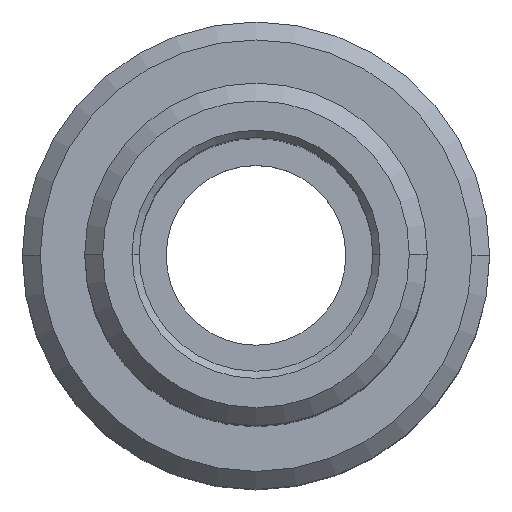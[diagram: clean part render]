
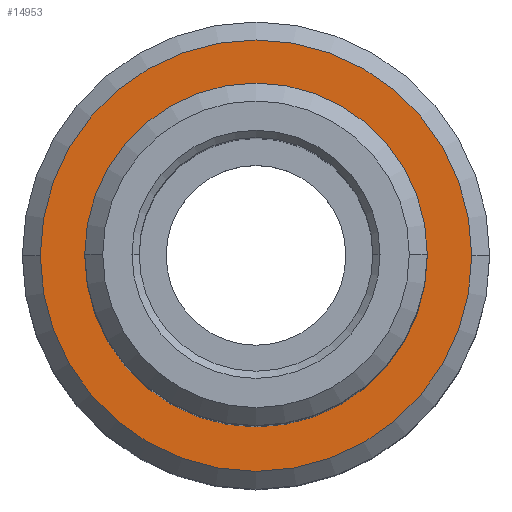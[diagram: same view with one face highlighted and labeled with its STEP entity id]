
A CAD part, top view. The second image highlights one B-rep face of the part: STEP entity #14953.
In plain terms, the highlighted planar face has unit normal (0, 0, 1).
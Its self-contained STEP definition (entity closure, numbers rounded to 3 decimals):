
#44 = DIRECTION ( 'NONE',  ( -1., 0., 0. ) ) ;
#331 = CARTESIAN_POINT ( 'NONE',  ( 0., 0., -21. ) ) ;
#711 = CARTESIAN_POINT ( 'NONE',  ( 4.765, 0., -21. ) ) ;
#717 = EDGE_LOOP ( 'NONE', ( #12516, #7645 ) ) ;
#1560 = DIRECTION ( 'NONE',  ( -1., 0., 0. ) ) ;
#1919 = VERTEX_POINT ( 'NONE', #10829 ) ;
#2840 = CARTESIAN_POINT ( 'NONE',  ( 0., 0., -21. ) ) ;
#3640 = FACE_BOUND ( 'NONE', #717, .T. ) ;
#4062 = DIRECTION ( 'NONE',  ( -1., 0., 0. ) ) ;
#4553 = CARTESIAN_POINT ( 'NONE',  ( 0., 0., -21. ) ) ;
#4725 = AXIS2_PLACEMENT_3D ( 'NONE', #2840, #11435, #4062 ) ;
#5478 = ORIENTED_EDGE ( 'NONE', *, *, #13140, .T. ) ;
#5781 = DIRECTION ( 'NONE',  ( -1., 0., 0. ) ) ;
#5812 = ORIENTED_EDGE ( 'NONE', *, *, #13402, .T. ) ;
#6326 = EDGE_CURVE ( 'NONE', #6532, #7913, #14144, .T. ) ;
#6451 = CIRCLE ( 'NONE', #14411, 6. ) ;
#6532 = VERTEX_POINT ( 'NONE', #8230 ) ;
#6897 = FACE_OUTER_BOUND ( 'NONE', #10156, .T. ) ;
#6989 = DIRECTION ( 'NONE',  ( 0., 0., -1. ) ) ;
#7123 = CARTESIAN_POINT ( 'NONE',  ( -6., 0., -21. ) ) ;
#7409 = DIRECTION ( 'NONE',  ( 0., 0., 1. ) ) ;
#7645 = ORIENTED_EDGE ( 'NONE', *, *, #6326, .F. ) ;
#7913 = VERTEX_POINT ( 'NONE', #711 ) ;
#8147 = AXIS2_PLACEMENT_3D ( 'NONE', #14358, #6989, #15641 ) ;
#8230 = CARTESIAN_POINT ( 'NONE',  ( -4.765, 0., -21. ) ) ;
#8952 = DIRECTION ( 'NONE',  ( 0., 0., 1. ) ) ;
#9151 = EDGE_CURVE ( 'NONE', #7913, #6532, #10710, .T. ) ;
#10156 = EDGE_LOOP ( 'NONE', ( #5478, #5812 ) ) ;
#10398 = AXIS2_PLACEMENT_3D ( 'NONE', #14792, #7409, #44 ) ;
#10710 = CIRCLE ( 'NONE', #10398, 4.765 ) ;
#10829 = CARTESIAN_POINT ( 'NONE',  ( 6., 0., -21. ) ) ;
#11435 = DIRECTION ( 'NONE',  ( 0., 0., 1. ) ) ;
#12516 = ORIENTED_EDGE ( 'NONE', *, *, #9151, .F. ) ;
#13140 = EDGE_CURVE ( 'NONE', #13664, #1919, #6451, .T. ) ;
#13143 = DIRECTION ( 'NONE',  ( 0., 0., 1. ) ) ;
#13402 = EDGE_CURVE ( 'NONE', #1919, #13664, #13750, .T. ) ;
#13664 = VERTEX_POINT ( 'NONE', #7123 ) ;
#13750 = CIRCLE ( 'NONE', #4725, 6. ) ;
#13753 = AXIS2_PLACEMENT_3D ( 'NONE', #331, #8952, #1560 ) ;
#14144 = CIRCLE ( 'NONE', #13753, 4.765 ) ;
#14358 = CARTESIAN_POINT ( 'NONE',  ( 0., 0., -21. ) ) ;
#14411 = AXIS2_PLACEMENT_3D ( 'NONE', #4553, #13143, #5781 ) ;
#14792 = CARTESIAN_POINT ( 'NONE',  ( 0., 0., -21. ) ) ;
#14953 = ADVANCED_FACE ( 'NONE', ( #6897, #3640 ), #15583, .F. ) ;
#15583 = PLANE ( 'NONE',  #8147 ) ;
#15641 = DIRECTION ( 'NONE',  ( -1., 0., 0. ) ) ;
